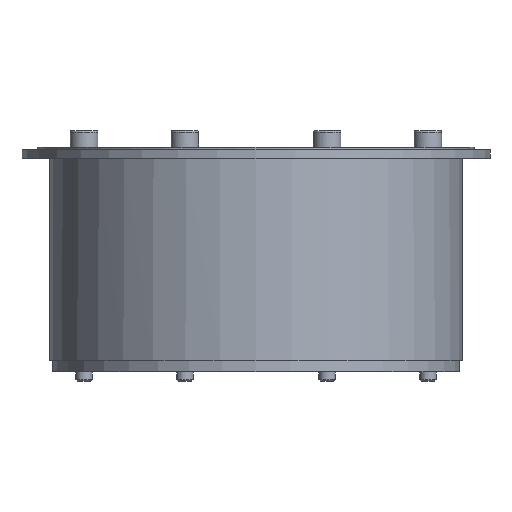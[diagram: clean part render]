
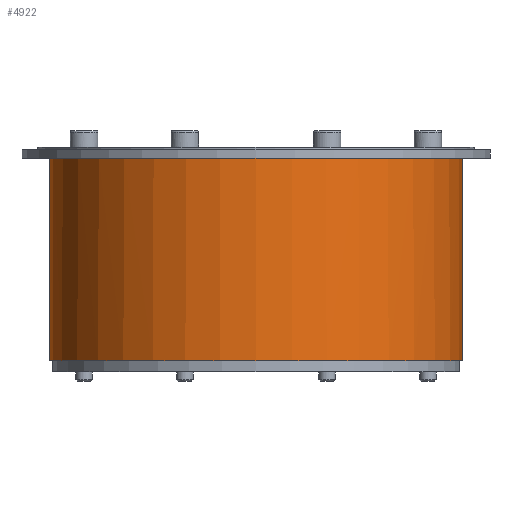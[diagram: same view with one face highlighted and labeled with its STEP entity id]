
A CAD part, front view. The second image highlights one B-rep face of the part: STEP entity #4922.
In plain terms, the highlighted cylindrical face has radius 74.9 mm (diameter 149.8 mm), a partial arc.
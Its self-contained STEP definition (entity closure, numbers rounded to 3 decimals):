
#413=FACE_OUTER_BOUND('',#707,.T.);
#707=EDGE_LOOP('',(#3643,#3644,#3645,#3646,#3647,#3648));
#1051=LINE('',#8080,#1363);
#1052=LINE('',#8081,#1364);
#1363=VECTOR('',#6492,10.);
#1364=VECTOR('',#6493,10.);
#1591=CIRCLE('',#5266,74.9);
#1626=CIRCLE('',#5335,74.9);
#1628=CIRCLE('',#5337,74.9);
#1656=CIRCLE('',#5393,74.9);
#1973=VERTEX_POINT('',#7735);
#1974=VERTEX_POINT('',#7736);
#2015=VERTEX_POINT('',#7886);
#2018=VERTEX_POINT('',#7892);
#2073=VERTEX_POINT('',#8058);
#2074=VERTEX_POINT('',#8060);
#2477=EDGE_CURVE('',#1973,#1974,#1591,.T.);
#2552=EDGE_CURVE('',#1974,#2015,#1626,.T.);
#2556=EDGE_CURVE('',#2018,#1973,#1628,.T.);
#2640=EDGE_CURVE('',#2074,#2073,#1656,.T.);
#2649=EDGE_CURVE('',#2015,#2074,#1051,.T.);
#2650=EDGE_CURVE('',#2073,#2018,#1052,.T.);
#3643=ORIENTED_EDGE('',*,*,#2649,.F.);
#3644=ORIENTED_EDGE('',*,*,#2552,.F.);
#3645=ORIENTED_EDGE('',*,*,#2477,.F.);
#3646=ORIENTED_EDGE('',*,*,#2556,.F.);
#3647=ORIENTED_EDGE('',*,*,#2650,.F.);
#3648=ORIENTED_EDGE('',*,*,#2640,.F.);
#4444=CYLINDRICAL_SURFACE('',#5400,74.9);
#4922=ADVANCED_FACE('',(#413),#4444,.T.);
#5266=AXIS2_PLACEMENT_3D('',#7737,#6122,#6123);
#5335=AXIS2_PLACEMENT_3D('',#7887,#6300,#6301);
#5337=AXIS2_PLACEMENT_3D('',#7894,#6306,#6307);
#5393=AXIS2_PLACEMENT_3D('',#8062,#6474,#6475);
#5400=AXIS2_PLACEMENT_3D('',#8079,#6490,#6491);
#6122=DIRECTION('center_axis',(0.,0.,1.));
#6123=DIRECTION('ref_axis',(-1.,0.,0.));
#6300=DIRECTION('center_axis',(0.,0.,1.));
#6301=DIRECTION('ref_axis',(-1.,0.,0.));
#6306=DIRECTION('center_axis',(0.,0.,1.));
#6307=DIRECTION('ref_axis',(-1.,0.,0.));
#6474=DIRECTION('center_axis',(0.,0.,-1.));
#6475=DIRECTION('ref_axis',(-1.,0.,0.));
#6490=DIRECTION('center_axis',(0.,0.,1.));
#6491=DIRECTION('ref_axis',(-1.,0.,0.));
#6492=DIRECTION('',(0.,0.,-1.));
#6493=DIRECTION('',(0.,0.,1.));
#7735=CARTESIAN_POINT('',(-74.893,-1.,36.75));
#7736=CARTESIAN_POINT('',(74.893,-1.,36.75));
#7737=CARTESIAN_POINT('Origin',(0.,0.,36.75));
#7886=CARTESIAN_POINT('',(74.9,0.,36.75));
#7887=CARTESIAN_POINT('Origin',(0.,0.,36.75));
#7892=CARTESIAN_POINT('',(-74.9,0.,36.75));
#7894=CARTESIAN_POINT('Origin',(0.,0.,36.75));
#8058=CARTESIAN_POINT('',(-74.9,0.,-36.75));
#8060=CARTESIAN_POINT('',(74.9,0.,-36.75));
#8062=CARTESIAN_POINT('Origin',(0.,0.,-36.75));
#8079=CARTESIAN_POINT('Origin',(0.,0.,0.));
#8080=CARTESIAN_POINT('',(74.9,0.,0.));
#8081=CARTESIAN_POINT('',(-74.9,0.,0.));
